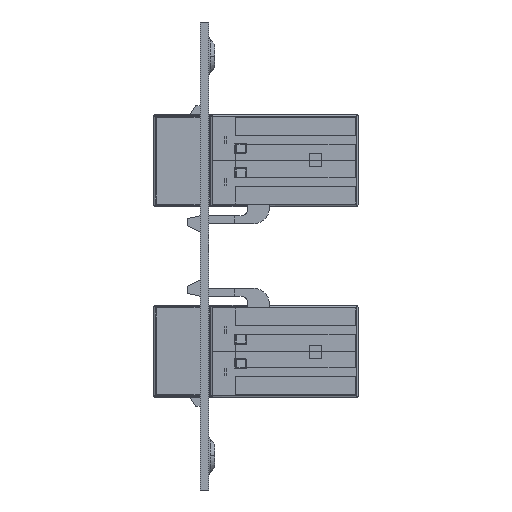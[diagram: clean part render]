
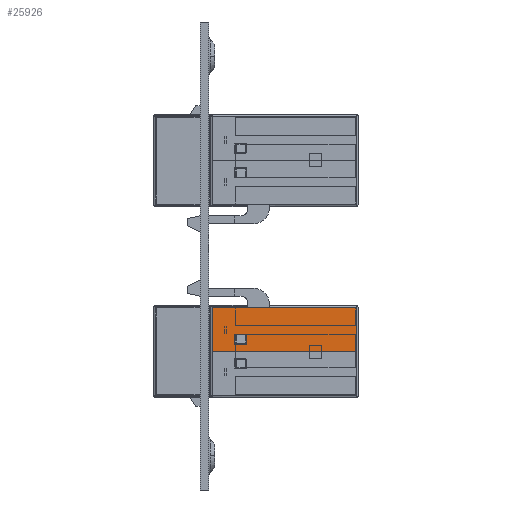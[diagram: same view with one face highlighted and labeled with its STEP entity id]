
A CAD part, left-side view. The second image highlights one B-rep face of the part: STEP entity #25926.
In plain terms, the highlighted face is planar.
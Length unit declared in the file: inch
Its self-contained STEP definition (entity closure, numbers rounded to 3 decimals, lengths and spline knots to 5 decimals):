
#8622 = CARTESIAN_POINT ( 'NONE',  ( 0.3055, 0.6, 0.36 ) ) ;
#8631 = CARTESIAN_POINT ( 'NONE',  ( 0.05, 0.837, 0.36 ) ) ;
#8684 = CARTESIAN_POINT ( 'NONE',  ( 0.3055, 0.002, 0.36 ) ) ;
#8688 = CARTESIAN_POINT ( 'NONE',  ( 0.05, 0.767, 0.36 ) ) ;
#8690 = DIRECTION ( 'NONE',  ( -1., 0., 0. ) ) ;
#8691 = DIRECTION ( 'NONE',  ( 0., 0., -1. ) ) ;
#8694 = DIRECTION ( 'NONE',  ( 0., 1., 0. ) ) ;
#8695 = CARTESIAN_POINT ( 'NONE',  ( 0.05, 0.002, 0.36 ) ) ;
#8696 = LINE ( 'NONE', #8695, #8760 ) ;
#8697 = PLANE ( 'NONE',  #8709 ) ;
#8702 = CARTESIAN_POINT ( 'NONE',  ( 0.001, 0.002, 0.36 ) ) ;
#8708 = FACE_OUTER_BOUND ( 'NONE', #26012, .T. ) ;
#8709 = AXIS2_PLACEMENT_3D ( 'NONE', #8702, #8691, #8690 ) ;
#8720 = FACE_BOUND ( 'NONE', #25941, .T. ) ;
#8724 = CARTESIAN_POINT ( 'NONE',  ( 0.001, 0.002, 0.36 ) ) ;
#8760 = VECTOR ( 'NONE', #8694, 39.37008 ) ;
#8769 = DIRECTION ( 'NONE',  ( 1., 0., 0. ) ) ;
#8770 = VECTOR ( 'NONE', #8769, 39.37008 ) ;
#8772 = CARTESIAN_POINT ( 'NONE',  ( 0.3075, 0.002, 0.36 ) ) ;
#8773 = LINE ( 'NONE', #8772, #8770 ) ;
#8785 = VECTOR ( 'NONE', #8814, 39.37008 ) ;
#8793 = DIRECTION ( 'NONE',  ( 0., -1., 0. ) ) ;
#8794 = VECTOR ( 'NONE', #8793, 39.37008 ) ;
#8795 = CARTESIAN_POINT ( 'NONE',  ( 0.3055, 0.002, 0.36 ) ) ;
#8796 = LINE ( 'NONE', #8795, #8794 ) ;
#8800 = DIRECTION ( 'NONE',  ( -1., 0., 0. ) ) ;
#8801 = DIRECTION ( 'NONE',  ( 0., 0., -1. ) ) ;
#8804 = CARTESIAN_POINT ( 'NONE',  ( 0.001, 0.843, 0.36 ) ) ;
#8805 = LINE ( 'NONE', #8804, #8863 ) ;
#8806 = AXIS2_PLACEMENT_3D ( 'NONE', #8866, #8857, #8856 ) ;
#8807 = DIRECTION ( 'NONE',  ( 0., -1., 0. ) ) ;
#8809 = VECTOR ( 'NONE', #8807, 39.37008 ) ;
#8810 = CARTESIAN_POINT ( 'NONE',  ( 0.3055, 0.6, 0.36 ) ) ;
#8811 = LINE ( 'NONE', #8810, #8809 ) ;
#8812 = CARTESIAN_POINT ( 'NONE',  ( 0.3055, 0.998, 0.36 ) ) ;
#8813 = AXIS2_PLACEMENT_3D ( 'NONE', #8816, #8801, #8800 ) ;
#8814 = DIRECTION ( 'NONE',  ( -1., 0., 0. ) ) ;
#8816 = CARTESIAN_POINT ( 'NONE',  ( 0.056, 0.767, 0.36 ) ) ;
#8817 = CARTESIAN_POINT ( 'NONE',  ( 0.001, 0.998, 0.36 ) ) ;
#8819 = CARTESIAN_POINT ( 'NONE',  ( 0.056, 0.761, 0.36 ) ) ;
#8828 = CARTESIAN_POINT ( 'NONE',  ( 0.001, 0.761, 0.36 ) ) ;
#8829 = LINE ( 'NONE', #8828, #8785 ) ;
#8832 = CIRCLE ( 'NONE', #8813, 0.006 ) ;
#8839 = CIRCLE ( 'NONE', #8921, 0.006 ) ;
#8840 = DIRECTION ( 'NONE',  ( 0., -1., 0. ) ) ;
#8841 = VECTOR ( 'NONE', #8840, 39.37008 ) ;
#8843 = CARTESIAN_POINT ( 'NONE',  ( 0.119, 0.002, 0.36 ) ) ;
#8844 = LINE ( 'NONE', #8843, #8841 ) ;
#8847 = DIRECTION ( 'NONE',  ( -1., 0., 0. ) ) ;
#8848 = DIRECTION ( 'NONE',  ( 0., 0., -1. ) ) ;
#8849 = AXIS2_PLACEMENT_3D ( 'NONE', #8855, #8848, #8847 ) ;
#8850 = CIRCLE ( 'NONE', #8849, 0.006 ) ;
#8853 = CARTESIAN_POINT ( 'NONE',  ( 0.119, 0.767, 0.36 ) ) ;
#8855 = CARTESIAN_POINT ( 'NONE',  ( 0.113, 0.837, 0.36 ) ) ;
#8856 = DIRECTION ( 'NONE',  ( -1., 0., 0. ) ) ;
#8857 = DIRECTION ( 'NONE',  ( 0., 0., -1. ) ) ;
#8859 = CARTESIAN_POINT ( 'NONE',  ( 0.056, 0.843, 0.36 ) ) ;
#8861 = CARTESIAN_POINT ( 'NONE',  ( 0.119, 0.837, 0.36 ) ) ;
#8862 = DIRECTION ( 'NONE',  ( 1., 0., 0. ) ) ;
#8863 = VECTOR ( 'NONE', #8862, 39.37008 ) ;
#8864 = CIRCLE ( 'NONE', #8806, 0.006 ) ;
#8865 = CARTESIAN_POINT ( 'NONE',  ( 0.113, 0.761, 0.36 ) ) ;
#8866 = CARTESIAN_POINT ( 'NONE',  ( 0.056, 0.837, 0.36 ) ) ;
#8868 = CARTESIAN_POINT ( 'NONE',  ( 0.3055, 0.998, 0.36 ) ) ;
#8869 = DIRECTION ( 'NONE',  ( 1., 0., 0. ) ) ;
#8870 = VECTOR ( 'NONE', #8869, 39.37008 ) ;
#8871 = CARTESIAN_POINT ( 'NONE',  ( 0.113, 0.843, 0.36 ) ) ;
#8872 = LINE ( 'NONE', #8812, #8870 ) ;
#8918 = DIRECTION ( 'NONE',  ( -1., 0., 0. ) ) ;
#8919 = DIRECTION ( 'NONE',  ( 0., 0., -1. ) ) ;
#8920 = CARTESIAN_POINT ( 'NONE',  ( 0.113, 0.767, 0.36 ) ) ;
#8921 = AXIS2_PLACEMENT_3D ( 'NONE', #8920, #8919, #8918 ) ;
#8988 = DIRECTION ( 'NONE',  ( 0., -1., 0. ) ) ;
#8989 = VECTOR ( 'NONE', #8988, 39.37008 ) ;
#9012 = CARTESIAN_POINT ( 'NONE',  ( 0.001, 0.002, 0.36 ) ) ;
#9013 = LINE ( 'NONE', #9012, #8989 ) ;
#25841 = VERTEX_POINT ( 'NONE', #8631 ) ;
#25849 = VERTEX_POINT ( 'NONE', #8622 ) ;
#25871 = VERTEX_POINT ( 'NONE', #8684 ) ;
#25926 = ADVANCED_FACE ( 'NONE', ( #8720, #8708 ), #8697, .F. ) ;
#25928 = EDGE_CURVE ( 'NONE', #25929, #25841, #8696, .T. ) ;
#25929 = VERTEX_POINT ( 'NONE', #8688 ) ;
#25939 = ORIENTED_EDGE ( 'NONE', *, *, #25928, .T. ) ;
#25941 = EDGE_LOOP ( 'NONE', ( #25939, #26029, #26041, #26040, #26045, #26053, #26002, #26051 ) ) ;
#25953 = VERTEX_POINT ( 'NONE', #8724 ) ;
#25955 = EDGE_CURVE ( 'NONE', #25849, #25871, #8796, .T. ) ;
#25966 = EDGE_CURVE ( 'NONE', #25953, #25871, #8773, .T. ) ;
#25994 = VERTEX_POINT ( 'NONE', #8819 ) ;
#25996 = EDGE_CURVE ( 'NONE', #26038, #25994, #8829, .T. ) ;
#25998 = ORIENTED_EDGE ( 'NONE', *, *, #26000, .F. ) ;
#26000 = EDGE_CURVE ( 'NONE', #26027, #25849, #8811, .T. ) ;
#26002 = ORIENTED_EDGE ( 'NONE', *, *, #25996, .T. ) ;
#26004 = EDGE_CURVE ( 'NONE', #25994, #25929, #8832, .T. ) ;
#26006 = ORIENTED_EDGE ( 'NONE', *, *, #26023, .F. ) ;
#26010 = VERTEX_POINT ( 'NONE', #8817 ) ;
#26012 = EDGE_LOOP ( 'NONE', ( #26015, #25998, #26006, #26021, #26020 ) ) ;
#26015 = ORIENTED_EDGE ( 'NONE', *, *, #25955, .F. ) ;
#26020 = ORIENTED_EDGE ( 'NONE', *, *, #25966, .T. ) ;
#26021 = ORIENTED_EDGE ( 'NONE', *, *, #26142, .T. ) ;
#26023 = EDGE_CURVE ( 'NONE', #26010, #26027, #8872, .T. ) ;
#26027 = VERTEX_POINT ( 'NONE', #8868 ) ;
#26029 = ORIENTED_EDGE ( 'NONE', *, *, #26032, .T. ) ;
#26030 = EDGE_CURVE ( 'NONE', #26039, #26036, #8805, .T. ) ;
#26032 = EDGE_CURVE ( 'NONE', #25841, #26039, #8864, .T. ) ;
#26034 = VERTEX_POINT ( 'NONE', #8861 ) ;
#26036 = VERTEX_POINT ( 'NONE', #8871 ) ;
#26038 = VERTEX_POINT ( 'NONE', #8865 ) ;
#26039 = VERTEX_POINT ( 'NONE', #8859 ) ;
#26040 = ORIENTED_EDGE ( 'NONE', *, *, #26042, .T. ) ;
#26041 = ORIENTED_EDGE ( 'NONE', *, *, #26030, .T. ) ;
#26042 = EDGE_CURVE ( 'NONE', #26036, #26034, #8850, .T. ) ;
#26044 = VERTEX_POINT ( 'NONE', #8853 ) ;
#26045 = ORIENTED_EDGE ( 'NONE', *, *, #26048, .T. ) ;
#26048 = EDGE_CURVE ( 'NONE', #26034, #26044, #8844, .T. ) ;
#26051 = ORIENTED_EDGE ( 'NONE', *, *, #26004, .T. ) ;
#26053 = ORIENTED_EDGE ( 'NONE', *, *, #26055, .T. ) ;
#26055 = EDGE_CURVE ( 'NONE', #26044, #26038, #8839, .T. ) ;
#26142 = EDGE_CURVE ( 'NONE', #26010, #25953, #9013, .T. ) ;
